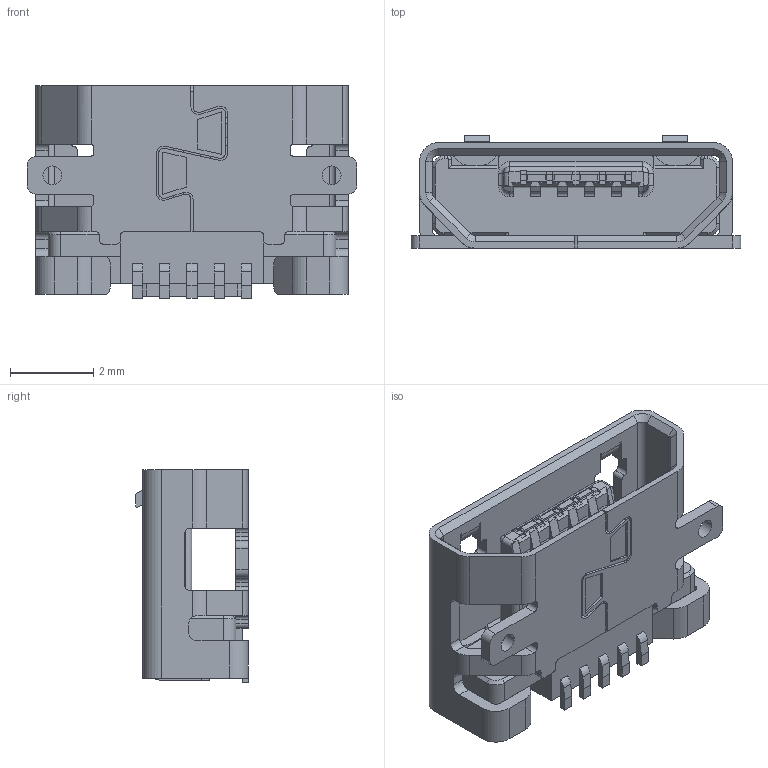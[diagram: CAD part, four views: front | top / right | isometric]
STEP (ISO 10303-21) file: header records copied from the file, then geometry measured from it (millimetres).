
FILE_DESCRIPTION (( 'STEP AP214' ), '1' );
FILE_NAME ('10118192-0002LF.STEP', '2023-10-26T14:11:27', ( '' ), ( '' ), 'SwSTEP 2.0', 'SolidWorks 2021', '' );
FILE_SCHEMA (( 'AUTOMOTIVE_DESIGN' ));
Length unit declared in the file: millimetre
Products named in the file (2): 10118192-0002LF_10118192-0002LF; 10118192-0002LF
Assembly tree (1 placements, depth 2):
  10118192-0002LF
    10118192-0002LF_10118192-0002LF
Bounding box: 7.9 x 2.7 x 5.1 mm (x, y, z)
Volume: 43.1 mm3; surface area: 270.3 mm2
Topology: 17 solids, 17 shells, 616 faces, 1651 edges, 1062 vertices
Faces by surface type: plane 402, cylinder 186, cone 20, torus 7, bspline 1
Entity records: 19666 total; most frequent: CARTESIAN_POINT 3446, ORIENTED_EDGE 3302, DIRECTION 3262, EDGE_CURVE 1651, VECTOR 1228, LINE 1228, VERTEX_POINT 1062, AXIS2_PLACEMENT_3D 1017
